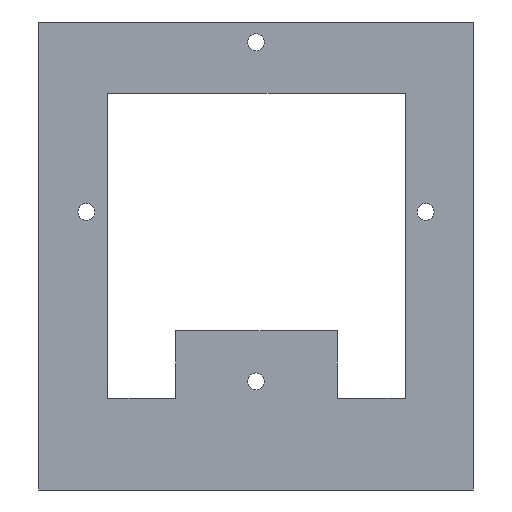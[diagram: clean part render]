
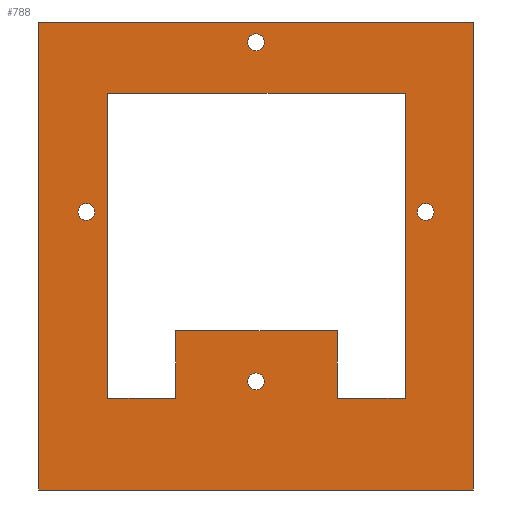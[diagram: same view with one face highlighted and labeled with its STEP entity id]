
A CAD part, front view. The second image highlights one B-rep face of the part: STEP entity #788.
In plain terms, the highlighted planar face has unit normal (0, -1, 0).
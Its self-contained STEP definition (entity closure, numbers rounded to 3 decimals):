
#27=FACE_BOUND('',#139,.T.);
#28=FACE_BOUND('',#140,.T.);
#29=FACE_BOUND('',#141,.T.);
#30=FACE_BOUND('',#142,.T.);
#31=FACE_BOUND('',#143,.T.);
#54=PLANE('',#858);
#88=FACE_OUTER_BOUND('',#138,.T.);
#138=EDGE_LOOP('',(#657,#658,#659,#660));
#139=EDGE_LOOP('',(#661));
#140=EDGE_LOOP('',(#662));
#141=EDGE_LOOP('',(#663));
#142=EDGE_LOOP('',(#664));
#143=EDGE_LOOP('',(#665,#666,#667,#668,#669,#670,#671,#672));
#193=LINE('',#1177,#281);
#212=LINE('',#1215,#300);
#216=LINE('',#1222,#304);
#217=LINE('',#1226,#305);
#221=LINE('',#1234,#309);
#224=LINE('',#1241,#312);
#225=LINE('',#1242,#313);
#226=LINE('',#1243,#314);
#227=LINE('',#1253,#315);
#228=LINE('',#1255,#316);
#229=LINE('',#1256,#317);
#230=LINE('',#1257,#318);
#281=VECTOR('',#963,10.);
#300=VECTOR('',#996,10.);
#304=VECTOR('',#1002,10.);
#305=VECTOR('',#1005,10.);
#309=VECTOR('',#1011,10.);
#312=VECTOR('',#1016,10.);
#313=VECTOR('',#1017,10.);
#314=VECTOR('',#1018,10.);
#315=VECTOR('',#1027,10.);
#316=VECTOR('',#1028,10.);
#317=VECTOR('',#1029,10.);
#318=VECTOR('',#1030,10.);
#351=CIRCLE('',#859,2.5);
#352=CIRCLE('',#860,2.5);
#353=CIRCLE('',#861,2.5);
#354=CIRCLE('',#862,2.5);
#391=VERTEX_POINT('',#1174);
#392=VERTEX_POINT('',#1176);
#403=VERTEX_POINT('',#1212);
#404=VERTEX_POINT('',#1214);
#406=VERTEX_POINT('',#1220);
#407=VERTEX_POINT('',#1224);
#408=VERTEX_POINT('',#1225);
#411=VERTEX_POINT('',#1233);
#413=VERTEX_POINT('',#1239);
#414=VERTEX_POINT('',#1240);
#415=VERTEX_POINT('',#1244);
#416=VERTEX_POINT('',#1246);
#417=VERTEX_POINT('',#1248);
#418=VERTEX_POINT('',#1250);
#419=VERTEX_POINT('',#1252);
#420=VERTEX_POINT('',#1254);
#473=EDGE_CURVE('',#392,#391,#193,.T.);
#492=EDGE_CURVE('',#404,#403,#212,.T.);
#496=EDGE_CURVE('',#403,#406,#216,.T.);
#497=EDGE_CURVE('',#407,#408,#217,.T.);
#501=EDGE_CURVE('',#411,#407,#221,.T.);
#504=EDGE_CURVE('',#413,#414,#224,.T.);
#505=EDGE_CURVE('',#392,#413,#225,.T.);
#506=EDGE_CURVE('',#414,#391,#226,.T.);
#507=EDGE_CURVE('',#415,#415,#351,.T.);
#508=EDGE_CURVE('',#416,#416,#352,.T.);
#509=EDGE_CURVE('',#417,#417,#353,.T.);
#510=EDGE_CURVE('',#418,#418,#354,.T.);
#511=EDGE_CURVE('',#406,#419,#227,.T.);
#512=EDGE_CURVE('',#419,#420,#228,.T.);
#513=EDGE_CURVE('',#420,#411,#229,.T.);
#514=EDGE_CURVE('',#408,#404,#230,.T.);
#657=ORIENTED_EDGE('',*,*,#504,.F.);
#658=ORIENTED_EDGE('',*,*,#505,.F.);
#659=ORIENTED_EDGE('',*,*,#473,.T.);
#660=ORIENTED_EDGE('',*,*,#506,.F.);
#661=ORIENTED_EDGE('',*,*,#507,.T.);
#662=ORIENTED_EDGE('',*,*,#508,.T.);
#663=ORIENTED_EDGE('',*,*,#509,.T.);
#664=ORIENTED_EDGE('',*,*,#510,.T.);
#665=ORIENTED_EDGE('',*,*,#492,.T.);
#666=ORIENTED_EDGE('',*,*,#496,.T.);
#667=ORIENTED_EDGE('',*,*,#511,.T.);
#668=ORIENTED_EDGE('',*,*,#512,.T.);
#669=ORIENTED_EDGE('',*,*,#513,.T.);
#670=ORIENTED_EDGE('',*,*,#501,.T.);
#671=ORIENTED_EDGE('',*,*,#497,.T.);
#672=ORIENTED_EDGE('',*,*,#514,.T.);
#788=ADVANCED_FACE('',(#88,#27,#28,#29,#30,#31),#54,.T.);
#858=AXIS2_PLACEMENT_3D('',#1238,#1014,#1015);
#859=AXIS2_PLACEMENT_3D('',#1245,#1019,#1020);
#860=AXIS2_PLACEMENT_3D('',#1247,#1021,#1022);
#861=AXIS2_PLACEMENT_3D('',#1249,#1023,#1024);
#862=AXIS2_PLACEMENT_3D('',#1251,#1025,#1026);
#963=DIRECTION('',(0.,0.,-1.));
#996=DIRECTION('',(0.,0.,-1.));
#1002=DIRECTION('',(-1.,0.,0.));
#1005=DIRECTION('',(0.,0.,1.));
#1011=DIRECTION('',(-1.,0.,0.));
#1014=DIRECTION('center_axis',(0.,-1.,0.));
#1015=DIRECTION('ref_axis',(1.,0.,0.));
#1016=DIRECTION('',(0.,0.,-1.));
#1017=DIRECTION('',(1.,0.,0.));
#1018=DIRECTION('',(-1.,0.,0.));
#1019=DIRECTION('center_axis',(0.,1.,0.));
#1020=DIRECTION('ref_axis',(-1.,0.,0.));
#1021=DIRECTION('center_axis',(0.,1.,0.));
#1022=DIRECTION('ref_axis',(-1.,0.,0.));
#1023=DIRECTION('center_axis',(0.,1.,0.));
#1024=DIRECTION('ref_axis',(-1.,0.,0.));
#1025=DIRECTION('center_axis',(0.,1.,0.));
#1026=DIRECTION('ref_axis',(-1.,0.,0.));
#1027=DIRECTION('',(0.,0.,1.));
#1028=DIRECTION('',(1.,0.,0.));
#1029=DIRECTION('',(0.,0.,-1.));
#1030=DIRECTION('',(-1.,0.,0.));
#1174=CARTESIAN_POINT('',(-64.,-126.5,-1.5));
#1176=CARTESIAN_POINT('',(-64.,-126.5,136.5));
#1177=CARTESIAN_POINT('',(-64.,-126.5,0.));
#1212=CARTESIAN_POINT('',(-23.715,-126.5,25.5));
#1214=CARTESIAN_POINT('',(-23.715,-126.5,45.5));
#1215=CARTESIAN_POINT('',(-23.715,-126.5,12.75));
#1220=CARTESIAN_POINT('',(-43.715,-126.5,25.5));
#1222=CARTESIAN_POINT('',(-53.857,-126.5,25.5));
#1224=CARTESIAN_POINT('',(24.,-126.5,25.5));
#1225=CARTESIAN_POINT('',(24.,-126.5,45.5));
#1226=CARTESIAN_POINT('',(24.,-126.5,22.75));
#1233=CARTESIAN_POINT('',(44.,-126.5,25.5));
#1234=CARTESIAN_POINT('',(-20.,-126.5,25.5));
#1238=CARTESIAN_POINT('Origin',(-64.,-126.5,0.));
#1239=CARTESIAN_POINT('',(64.,-126.5,136.5));
#1240=CARTESIAN_POINT('',(64.,-126.5,-1.5));
#1241=CARTESIAN_POINT('',(64.,-126.5,0.));
#1242=CARTESIAN_POINT('',(-64.,-126.5,136.5));
#1243=CARTESIAN_POINT('',(64.,-126.5,-1.5));
#1244=CARTESIAN_POINT('',(-47.5,-126.5,80.5));
#1245=CARTESIAN_POINT('Origin',(-50.,-126.5,80.5));
#1246=CARTESIAN_POINT('',(2.5,-126.5,130.5));
#1247=CARTESIAN_POINT('Origin',(0.,-126.5,130.5));
#1248=CARTESIAN_POINT('',(2.5,-126.5,30.5));
#1249=CARTESIAN_POINT('Origin',(0.,-126.5,30.5));
#1250=CARTESIAN_POINT('',(52.5,-126.5,80.5));
#1251=CARTESIAN_POINT('Origin',(50.,-126.5,80.5));
#1252=CARTESIAN_POINT('',(-43.715,-126.5,115.5));
#1253=CARTESIAN_POINT('',(-43.715,-126.5,22.75));
#1254=CARTESIAN_POINT('',(44.,-126.5,115.5));
#1255=CARTESIAN_POINT('',(-53.857,-126.5,115.5));
#1256=CARTESIAN_POINT('',(44.,-126.5,12.75));
#1257=CARTESIAN_POINT('',(-10.,-126.5,45.5));
